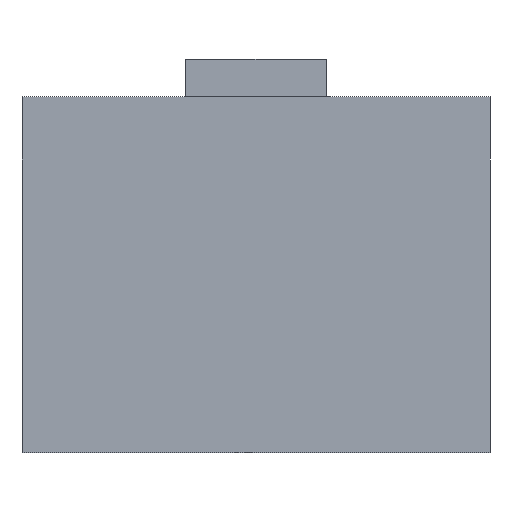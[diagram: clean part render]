
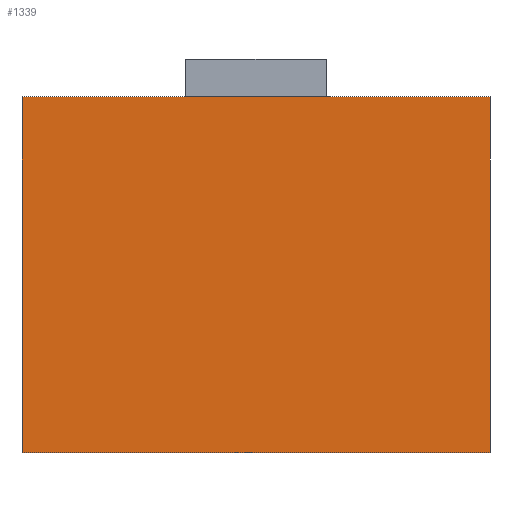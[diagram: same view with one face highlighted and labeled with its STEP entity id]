
A CAD part, front view. The second image highlights one B-rep face of the part: STEP entity #1339.
In plain terms, the highlighted planar face has unit normal (0, -1, 0).
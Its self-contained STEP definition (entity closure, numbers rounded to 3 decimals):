
#129=FACE_OUTER_BOUND('',#204,.T.);
#204=EDGE_LOOP('',(#960,#961,#962,#963));
#315=LINE('',#1846,#453);
#316=LINE('',#1848,#454);
#317=LINE('',#1850,#455);
#318=LINE('',#1851,#456);
#453=VECTOR('',#1560,10.);
#454=VECTOR('',#1561,10.);
#455=VECTOR('',#1562,10.);
#456=VECTOR('',#1563,10.);
#581=VERTEX_POINT('',#1844);
#582=VERTEX_POINT('',#1845);
#583=VERTEX_POINT('',#1847);
#584=VERTEX_POINT('',#1849);
#725=EDGE_CURVE('',#581,#582,#315,.T.);
#726=EDGE_CURVE('',#582,#583,#316,.T.);
#727=EDGE_CURVE('',#583,#584,#317,.T.);
#728=EDGE_CURVE('',#584,#581,#318,.T.);
#960=ORIENTED_EDGE('',*,*,#725,.T.);
#961=ORIENTED_EDGE('',*,*,#726,.T.);
#962=ORIENTED_EDGE('',*,*,#727,.T.);
#963=ORIENTED_EDGE('',*,*,#728,.T.);
#1292=PLANE('',#1431);
#1339=ADVANCED_FACE('',(#129),#1292,.T.);
#1431=AXIS2_PLACEMENT_3D('',#1843,#1558,#1559);
#1558=DIRECTION('center_axis',(0.,-1.,0.));
#1559=DIRECTION('ref_axis',(0.,0.,-1.));
#1560=DIRECTION('',(1.,0.,0.));
#1561=DIRECTION('',(0.,0.,1.));
#1562=DIRECTION('',(-1.,0.,0.));
#1563=DIRECTION('',(0.,0.,-1.));
#1843=CARTESIAN_POINT('Origin',(0.,-16.,-19.));
#1844=CARTESIAN_POINT('',(-25.,-16.,-38.));
#1845=CARTESIAN_POINT('',(25.,-16.,-38.));
#1846=CARTESIAN_POINT('',(25.,-16.,-38.));
#1847=CARTESIAN_POINT('',(25.,-16.,0.));
#1848=CARTESIAN_POINT('',(25.,-16.,0.));
#1849=CARTESIAN_POINT('',(-25.,-16.,0.));
#1850=CARTESIAN_POINT('',(-25.,-16.,0.));
#1851=CARTESIAN_POINT('',(-25.,-16.,-38.));
